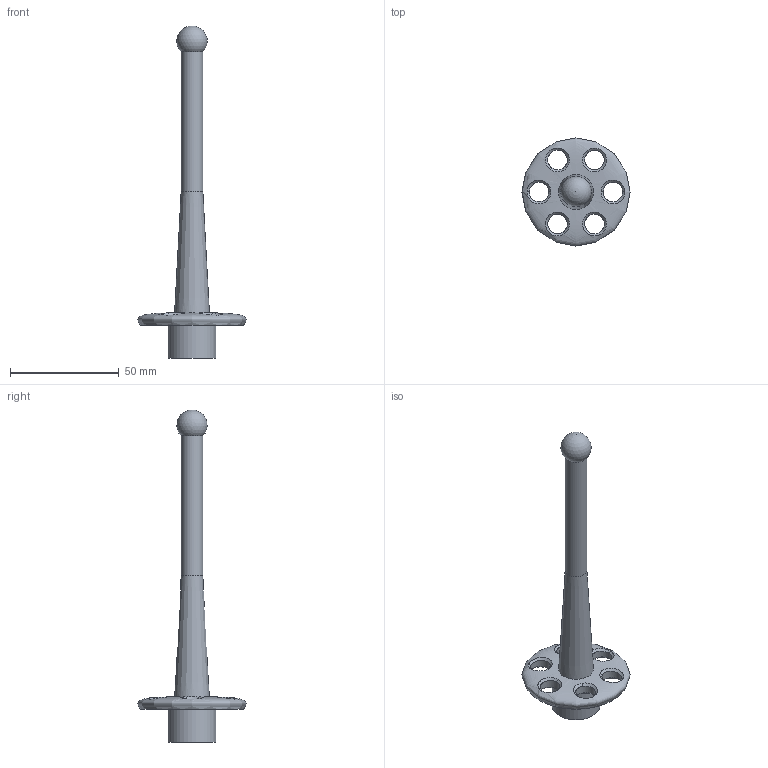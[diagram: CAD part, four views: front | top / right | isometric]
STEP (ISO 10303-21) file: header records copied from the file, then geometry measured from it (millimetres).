
FILE_DESCRIPTION(/* description */ (''),/* implementation_level */ '2;1');
FILE_NAME(/* name */ 'SDG - Topple Target 1.step',/* time_stamp */ '2023-02-04T16:54:15-08:00',/* author */ (''),/* organization */ (''),/* preprocessor_version */ 'ST-DEVELOPER v19.2',/* originating_system */ 'Autodesk Translation Framework v11.17.0.187',/* authorisation */ '');
FILE_SCHEMA (('AUTOMOTIVE_DESIGN { 1 0 10303 214 3 1 1 }'));
Length unit declared in the file: millimetre
Products named in the file (3): Small Disc Golf Set; Topple Target (1); Topple Target
Assembly tree (2 placements, depth 3):
  Small Disc Golf Set
    Topple Target (1)
      Topple Target
Bounding box: 49.71 x 49.71 x 152.69 mm (x, y, z)
Volume: 18016.4 mm3; surface area: 13827.6 mm2
Topology: 1 solids, 1 shells, 35 faces, 82 edges, 49 vertices
Faces by surface type: bspline 13, cylinder 10, cone 7, plane 3, sphere 2
Full cylindrical faces by diameter (mm): 8 x1, 9 x6, 10 x1, 16 x1, 22 x1
Entity records: 2137 total; most frequent: CARTESIAN_POINT 1328, ORIENTED_EDGE 160, DIRECTION 133, EDGE_CURVE 80, AXIS2_PLACEMENT_3D 52, EDGE_LOOP 49, VERTEX_POINT 49, FACE_OUTER_BOUND 35
